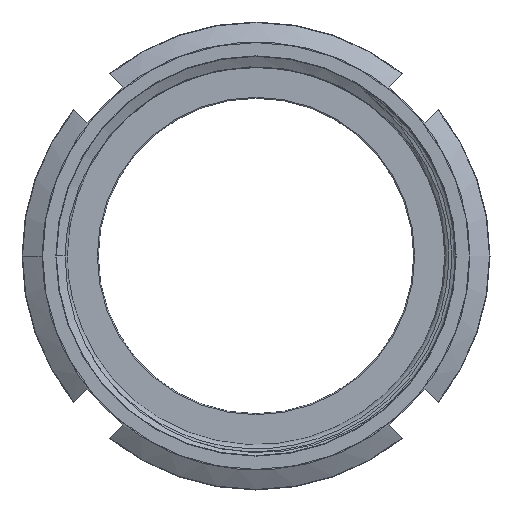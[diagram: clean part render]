
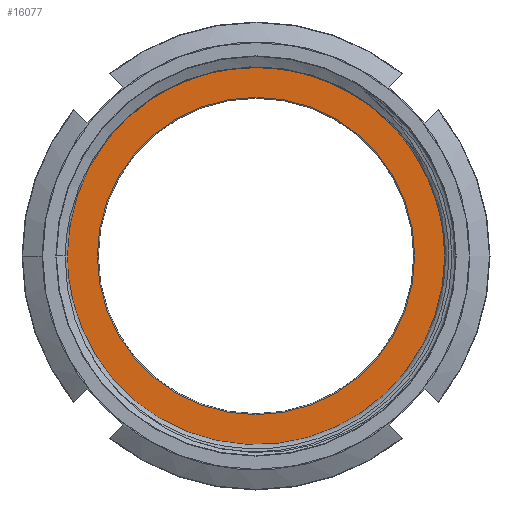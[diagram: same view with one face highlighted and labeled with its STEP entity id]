
A CAD part, left-side view. The second image highlights one B-rep face of the part: STEP entity #16077.
In plain terms, the highlighted planar face has unit normal (-1, 0, 0).
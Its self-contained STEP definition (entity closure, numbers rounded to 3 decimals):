
#625 = CIRCLE ( 'NONE', #8310, 39.232 ) ;
#738 = CARTESIAN_POINT ( 'NONE',  ( -3., 0., 0. ) ) ;
#804 = PLANE ( 'NONE',  #6955 ) ;
#987 = CARTESIAN_POINT ( 'NONE',  ( -3., 39.432, 0. ) ) ;
#1479 = AXIS2_PLACEMENT_3D ( 'NONE', #738, #13317, #14703 ) ;
#2012 = VERTEX_POINT ( 'NONE', #16817 ) ;
#2493 = FACE_OUTER_BOUND ( 'NONE', #9300, .T. ) ;
#2633 = DIRECTION ( 'NONE',  ( 0., -1., 0. ) ) ;
#3022 = ORIENTED_EDGE ( 'NONE', *, *, #11837, .T. ) ;
#4564 = CARTESIAN_POINT ( 'NONE',  ( -3., 31.2, 0. ) ) ;
#5193 = EDGE_CURVE ( 'NONE', #2012, #5840, #13292, .T. ) ;
#5544 = EDGE_CURVE ( 'NONE', #15979, #9531, #12631, .T. ) ;
#5840 = VERTEX_POINT ( 'NONE', #4564 ) ;
#6355 = ORIENTED_EDGE ( 'NONE', *, *, #5193, .T. ) ;
#6955 = AXIS2_PLACEMENT_3D ( 'NONE', #987, #16344, #8156 ) ;
#8111 = DIRECTION ( 'NONE',  ( 0., -1., 0. ) ) ;
#8156 = DIRECTION ( 'NONE',  ( 0., -1., 0. ) ) ;
#8220 = DIRECTION ( 'NONE',  ( -1., 0., 0. ) ) ;
#8310 = AXIS2_PLACEMENT_3D ( 'NONE', #16406, #8220, #2633 ) ;
#8754 = CARTESIAN_POINT ( 'NONE',  ( -3., -39.232, 0. ) ) ;
#9300 = EDGE_LOOP ( 'NONE', ( #13514, #3022 ) ) ;
#9531 = VERTEX_POINT ( 'NONE', #11669 ) ;
#9634 = CIRCLE ( 'NONE', #1479, 31.2 ) ;
#10190 = EDGE_CURVE ( 'NONE', #5840, #2012, #9634, .T. ) ;
#10364 = DIRECTION ( 'NONE',  ( 1., 0., 0. ) ) ;
#11558 = DIRECTION ( 'NONE',  ( 0., -1., 0. ) ) ;
#11669 = CARTESIAN_POINT ( 'NONE',  ( -3., 39.232, 0. ) ) ;
#11735 = CARTESIAN_POINT ( 'NONE',  ( -3., 0., 0. ) ) ;
#11837 = EDGE_CURVE ( 'NONE', #9531, #15979, #625, .T. ) ;
#11942 = AXIS2_PLACEMENT_3D ( 'NONE', #12231, #13556, #8111 ) ;
#12107 = EDGE_LOOP ( 'NONE', ( #6355, #14477 ) ) ;
#12231 = CARTESIAN_POINT ( 'NONE',  ( -3., 0., 0. ) ) ;
#12631 = CIRCLE ( 'NONE', #11942, 39.232 ) ;
#12713 = FACE_BOUND ( 'NONE', #12107, .T. ) ;
#13292 = CIRCLE ( 'NONE', #17301, 31.2 ) ;
#13317 = DIRECTION ( 'NONE',  ( 1., 0., 0. ) ) ;
#13514 = ORIENTED_EDGE ( 'NONE', *, *, #5544, .T. ) ;
#13556 = DIRECTION ( 'NONE',  ( -1., 0., 0. ) ) ;
#14477 = ORIENTED_EDGE ( 'NONE', *, *, #10190, .T. ) ;
#14703 = DIRECTION ( 'NONE',  ( 0., -1., 0. ) ) ;
#15979 = VERTEX_POINT ( 'NONE', #8754 ) ;
#16077 = ADVANCED_FACE ( 'NONE', ( #12713, #2493 ), #804, .T. ) ;
#16344 = DIRECTION ( 'NONE',  ( -1., 0., 0. ) ) ;
#16406 = CARTESIAN_POINT ( 'NONE',  ( -3., 0., 0. ) ) ;
#16817 = CARTESIAN_POINT ( 'NONE',  ( -3., -31.2, 0. ) ) ;
#17301 = AXIS2_PLACEMENT_3D ( 'NONE', #11735, #10364, #11558 ) ;
